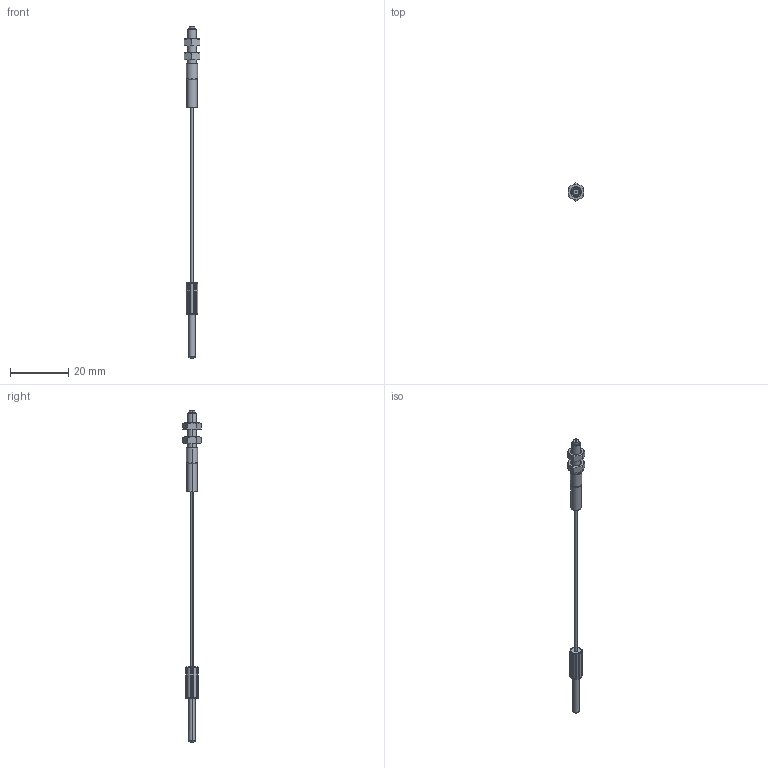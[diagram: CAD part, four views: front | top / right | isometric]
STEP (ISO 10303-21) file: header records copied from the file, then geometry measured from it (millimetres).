
FILE_DESCRIPTION((''),'2;1');
FILE_NAME('CAD2413_SW0001','2016-09-05T',('cmozuch'),(''),'PRO/ENGINEER BY PARAMETRIC TECHNOLOGY CORPORATION, 2015440','PRO/ENGINEER BY PARAMETRIC TECHNOLOGY CORPORATION, 2015440','');
FILE_SCHEMA(('CONFIG_CONTROL_DESIGN'));
Length unit declared in the file: millimetre
Products named in the file (1): CAD2413_SW0001
Bounding box: 5.4 x 6.24 x 113.7 mm (x, y, z)
Volume: 565.6 mm3; surface area: 910.9 mm2
Topology: 1 solids, 1 shells, 215 faces, 516 edges, 316 vertices
Faces by surface type: cylinder 84, bspline 48, cone 34, plane 33, torus 16
Entity records: 12268 total; most frequent: CARTESIAN_POINT 6174, ORIENTED_EDGE 1032, DIRECTION 808, EDGE_CURVE 516, AXIS2_PLACEMENT_3D 342, VERTEX_POINT 316, EDGE_LOOP 228, B_SPLINE_CURVE_WITH_KNOTS 217
